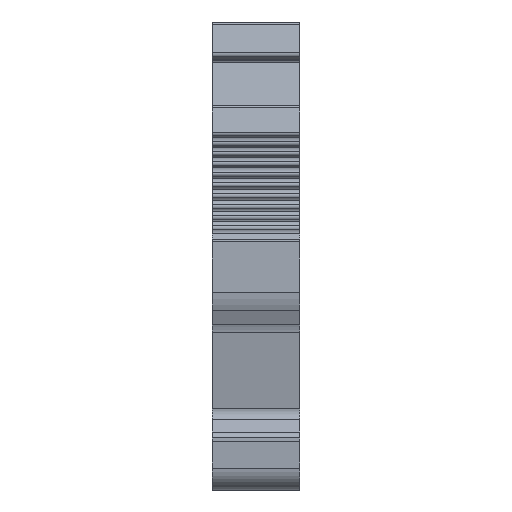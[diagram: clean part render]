
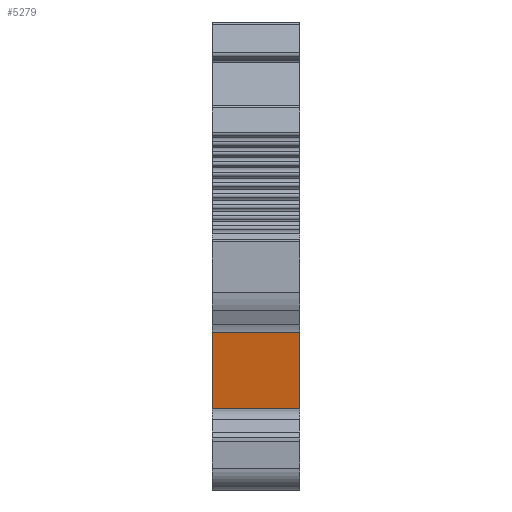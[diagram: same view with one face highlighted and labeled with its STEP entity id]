
A CAD part, left-side view. The second image highlights one B-rep face of the part: STEP entity #5279.
In plain terms, the highlighted planar face has unit normal (-0.986, 0, -0.168).
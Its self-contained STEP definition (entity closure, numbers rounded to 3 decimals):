
#839=ORIENTED_EDGE('',*,*,#2436,.F.);
#840=ORIENTED_EDGE('',*,*,#2338,.T.);
#841=ORIENTED_EDGE('',*,*,#2437,.F.);
#842=ORIENTED_EDGE('',*,*,#2438,.F.);
#2338=EDGE_CURVE('',#3153,#3152,#3603,.T.);
#2436=EDGE_CURVE('',#3153,#3225,#3678,.T.);
#2437=EDGE_CURVE('',#3226,#3152,#3679,.T.);
#2438=EDGE_CURVE('',#3225,#3226,#3680,.T.);
#3152=VERTEX_POINT('',#8231);
#3153=VERTEX_POINT('',#8233);
#3225=VERTEX_POINT('',#8426);
#3226=VERTEX_POINT('',#8428);
#3603=LINE('',#8232,#4119);
#3678=LINE('',#8425,#4194);
#3679=LINE('',#8427,#4195);
#3680=LINE('',#8429,#4196);
#4119=VECTOR('',#6471,1000.);
#4194=VECTOR('',#6638,1000.);
#4195=VECTOR('',#6639,1000.);
#4196=VECTOR('',#6640,1000.);
#4554=EDGE_LOOP('',(#839,#840,#841,#842));
#4848=FACE_BOUND('',#4554,.T.);
#5132=PLANE('',#5706);
#5279=ADVANCED_FACE('',(#4848),#5132,.F.);
#5706=AXIS2_PLACEMENT_3D('',#8424,#6636,#6637);
#6471=DIRECTION('',(-0.168,0.,0.986));
#6636=DIRECTION('',(0.986,0.,0.168));
#6637=DIRECTION('',(0.168,0.,-0.986));
#6638=DIRECTION('',(0.,1.,0.));
#6639=DIRECTION('',(0.,-1.,0.));
#6640=DIRECTION('',(-0.168,0.,0.986));
#8231=CARTESIAN_POINT('',(-29.844,-3.75,-3.657));
#8232=CARTESIAN_POINT('',(-27.853,-3.75,-15.344));
#8233=CARTESIAN_POINT('',(-28.65,-3.75,-10.663));
#8424=CARTESIAN_POINT('',(-27.853,17.413,-15.344));
#8425=CARTESIAN_POINT('',(-28.65,3.25,-10.663));
#8426=CARTESIAN_POINT('',(-28.65,4.25,-10.663));
#8427=CARTESIAN_POINT('',(-29.844,17.413,-3.657));
#8428=CARTESIAN_POINT('',(-29.844,4.25,-3.657));
#8429=CARTESIAN_POINT('',(-29.608,4.25,-5.044));
